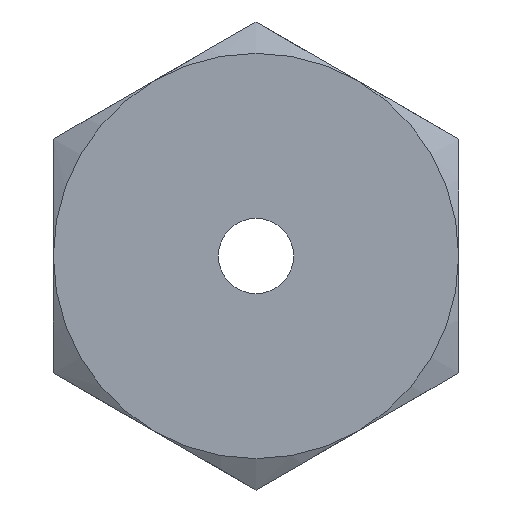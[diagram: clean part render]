
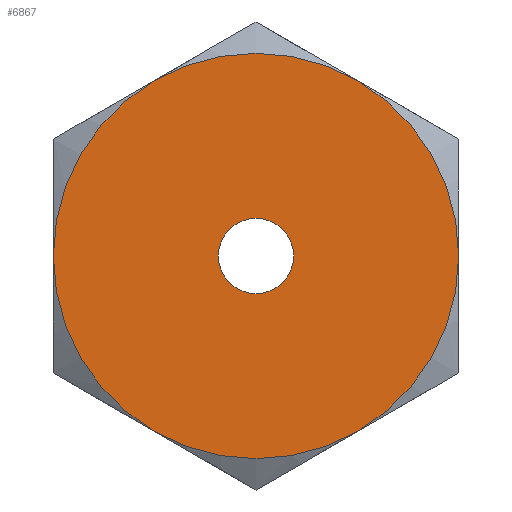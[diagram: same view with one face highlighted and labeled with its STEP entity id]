
A CAD part, left-side view. The second image highlights one B-rep face of the part: STEP entity #6867.
In plain terms, the highlighted planar face has unit normal (-1, 0, 0).
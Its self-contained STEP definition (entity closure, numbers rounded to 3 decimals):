
#2904=CARTESIAN_POINT('',(-2.,1.375,
-2.382));
#2932=CARTESIAN_POINT('',(-2.,2.75,
0.));
#2956=CARTESIAN_POINT('',(-2.,1.375,2.382));
#2982=CARTESIAN_POINT('',(-2.,-1.375,
2.382));
#3008=CARTESIAN_POINT('',(-2.,-2.75,
0.));
#3034=CARTESIAN_POINT('',(-2.,-1.375,
-2.382));
#3049=CARTESIAN_POINT('',(-2.,0.,0.));
#3050=DIRECTION('',(-1.,0.,0.));
#3051=DIRECTION('',(0.,1.,0.));
#3052=AXIS2_PLACEMENT_3D('',#3049,#3050,#3051);
#3054=CARTESIAN_POINT('',(-2.,0.,0.));
#3055=DIRECTION('',(-1.,0.,0.));
#3056=DIRECTION('',(0.,0.5,0.866));
#3057=AXIS2_PLACEMENT_3D('',#3054,#3055,#3056);
#3059=CARTESIAN_POINT('',(-2.,0.,0.));
#3060=DIRECTION('',(-1.,0.,0.));
#3061=DIRECTION('',(0.,-0.5,0.866));
#3062=AXIS2_PLACEMENT_3D('',#3059,#3060,#3061);
#3064=CARTESIAN_POINT('',(-2.,0.,0.));
#3065=DIRECTION('',(-1.,0.,0.));
#3066=DIRECTION('',(0.,-1.,0.));
#3067=AXIS2_PLACEMENT_3D('',#3064,#3065,#3066);
#3069=CARTESIAN_POINT('',(-2.,0.,0.));
#3070=DIRECTION('',(-1.,0.,0.));
#3071=DIRECTION('',(0.,-0.5,-0.866));
#3072=AXIS2_PLACEMENT_3D('',#3069,#3070,#3071);
#3074=CARTESIAN_POINT('',(-2.,0.,0.));
#3075=DIRECTION('',(-1.,0.,0.));
#3076=DIRECTION('',(0.,0.5,-0.866));
#3077=AXIS2_PLACEMENT_3D('',#3074,#3075,#3076);
#3079=CARTESIAN_POINT('',(-2.,0.,0.));
#3080=DIRECTION('',(1.,0.,0.));
#3081=DIRECTION('',(0.,-1.,0.));
#3082=AXIS2_PLACEMENT_3D('',#3079,#3080,#3081);
#3084=CARTESIAN_POINT('',(-2.,0.,0.));
#3085=DIRECTION('',(1.,0.,0.));
#3086=DIRECTION('',(0.,1.,0.));
#3087=AXIS2_PLACEMENT_3D('',#3084,#3085,#3086);
#3214=VERTEX_POINT('',#2904);
#3216=VERTEX_POINT('',#2932);
#3219=VERTEX_POINT('',#2956);
#3221=VERTEX_POINT('',#2982);
#3223=VERTEX_POINT('',#3008);
#3224=VERTEX_POINT('',#3034);
#3257=CARTESIAN_POINT('',(-2.,-0.51,0.));
#3258=CARTESIAN_POINT('',(-2.,0.51,0.));
#3259=VERTEX_POINT('',#3257);
#3260=VERTEX_POINT('',#3258);
#6845=CARTESIAN_POINT('',(-2.,0.,0.));
#6846=DIRECTION('',(1.,0.,0.));
#6847=DIRECTION('',(0.,1.,0.));
#6848=AXIS2_PLACEMENT_3D('',#6845,#6846,#6847);
#6849=PLANE('',#6848);
#6850=ORIENTED_EDGE('',*,*,#6816,.F.);
#6852=ORIENTED_EDGE('',*,*,#6851,.F.);
#6854=ORIENTED_EDGE('',*,*,#6853,.F.);
#6856=ORIENTED_EDGE('',*,*,#6855,.F.);
#6857=ORIENTED_EDGE('',*,*,#6840,.F.);
#6858=ORIENTED_EDGE('',*,*,#6827,.F.);
#6859=EDGE_LOOP('',(#6850,#6852,#6854,#6856,#6857,#6858));
#6860=FACE_OUTER_BOUND('',#6859,.F.);
#6862=ORIENTED_EDGE('',*,*,#6861,.F.);
#6864=ORIENTED_EDGE('',*,*,#6863,.F.);
#6865=EDGE_LOOP('',(#6862,#6864));
#6866=FACE_BOUND('',#6865,.F.);
#3053=CIRCLE('',#3052,2.75);
#3058=CIRCLE('',#3057,2.75);
#3063=CIRCLE('',#3062,2.75);
#3068=CIRCLE('',#3067,2.75);
#3073=CIRCLE('',#3072,2.75);
#3078=CIRCLE('',#3077,2.75);
#3083=CIRCLE('',#3082,0.51);
#3088=CIRCLE('',#3087,0.51);
#6816=EDGE_CURVE('',#3216,#3214,#3053,.T.);
#6827=EDGE_CURVE('',#3214,#3224,#3078,.T.);
#6840=EDGE_CURVE('',#3224,#3223,#3073,.T.);
#6851=EDGE_CURVE('',#3219,#3216,#3058,.T.);
#6853=EDGE_CURVE('',#3221,#3219,#3063,.T.);
#6855=EDGE_CURVE('',#3223,#3221,#3068,.T.);
#6861=EDGE_CURVE('',#3259,#3260,#3083,.T.);
#6863=EDGE_CURVE('',#3260,#3259,#3088,.T.);
#6867=ADVANCED_FACE('',(#6860,#6866),#6849,.F.);
